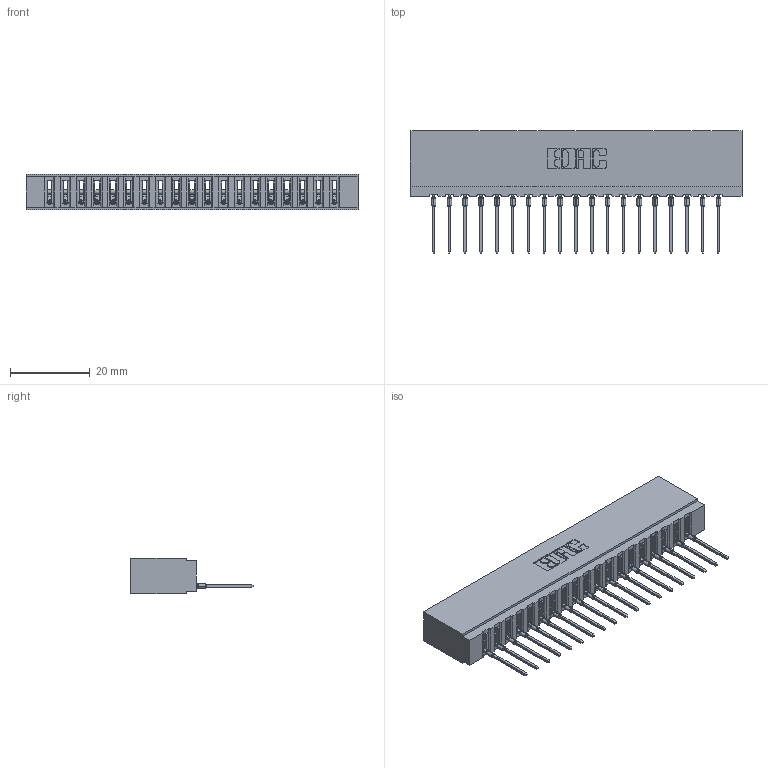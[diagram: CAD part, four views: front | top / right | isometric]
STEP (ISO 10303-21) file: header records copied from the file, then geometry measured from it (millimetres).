
FILE_DESCRIPTION (( 'STEP AP203' ), '1' );
FILE_NAME ('737-019-540-101.STEP', '2026-02-24T21:36:57', ( '' ), ( '' ), 'SwSTEP 2.0', 'SolidWorks 2023', '' );
FILE_SCHEMA (( 'CONFIG_CONTROL_DESIGN' ));
Length unit declared in the file: millimetre
Products named in the file (3): 745-292-001_540; 737 Part_Insulator Option - 01; 737-019-540-101
Assembly tree (20 placements, depth 2):
  737-019-540-101
    737 Part_Insulator Option - 01
    745-292-001_540  x19
Bounding box: 83.16 x 30.62 x 8.89 mm (x, y, z)
Volume: 8174.3 mm3; surface area: 11097.7 mm2
Topology: 20 solids, 20 shells, 2241 faces, 6164 edges, 3894 vertices
Faces by surface type: plane 1346, cylinder 401, bspline 380, torus 114
Entity records: 35113 total; most frequent: CARTESIAN_POINT 6692, ORIENTED_EDGE 6100, DIRECTION 5306, EDGE_CURVE 3050, VECTOR 2754, LINE 2754, VERTEX_POINT 1950, AXIS2_PLACEMENT_3D 1276
